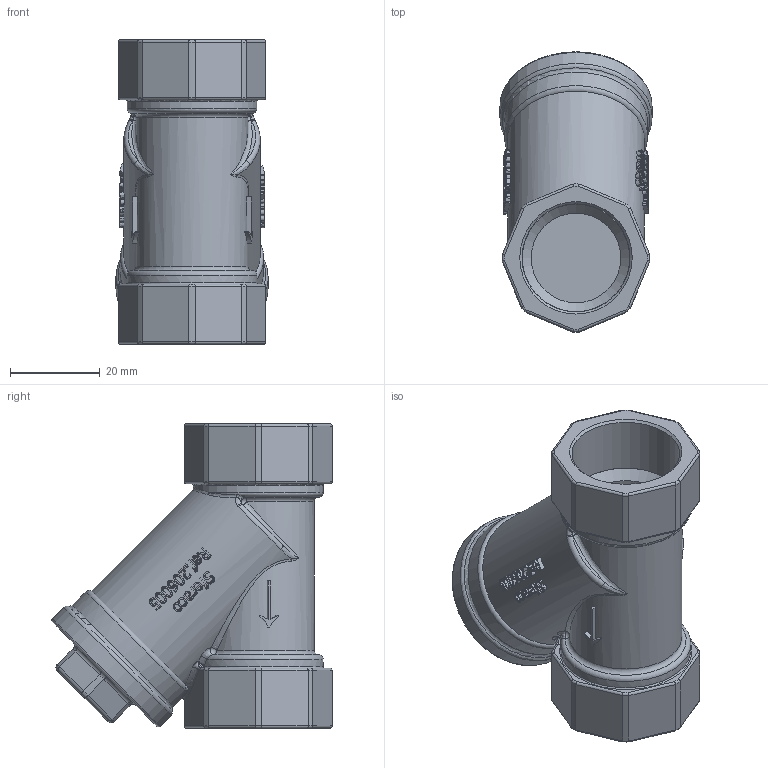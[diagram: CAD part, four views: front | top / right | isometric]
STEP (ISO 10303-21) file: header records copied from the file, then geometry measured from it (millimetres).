
FILE_DESCRIPTION(/* description */ ('206005'),/* implementation_level */ '2;1');
FILE_NAME(/* name */ '206005.stp',/* time_stamp */ '2016-04-14T13:58:28+02:00',/* author */ ('jmorand'),/* organization */ ('Sferaco'),/* preprocessor_version */ 'ST-DEVELOPER v16.1',/* originating_system */ 'Autodesk Inventor 2016',/* authorisation */ '');
FILE_SCHEMA (('AUTOMOTIVE_DESIGN { 1 0 10303 214 3 1 1 }'));
Length unit declared in the file: millimetre
Products named in the file (1): 206005_bd
Bounding box: 34 x 62.61 x 68 mm (x, y, z)
Volume: 53013.9 mm3; surface area: 15144.8 mm2
Topology: 1 solids, 1 shells, 813 faces, 2124 edges, 1369 vertices
Faces by surface type: bspline 402, plane 218, cylinder 130, torus 55, cone 4, sphere 4
Full cylindrical faces by diameter (mm): 20 x2, 24.117 x2, 29 x1, 32 x1, 34 x1
Entity records: 37216 total; most frequent: CARTESIAN_POINT 19163, ORIENTED_EDGE 4206, DIRECTION 2390, EDGE_CURVE 2103, VERTEX_POINT 1367, B_SPLINE_CURVE_WITH_KNOTS 888, EDGE_LOOP 888, LINE 864
